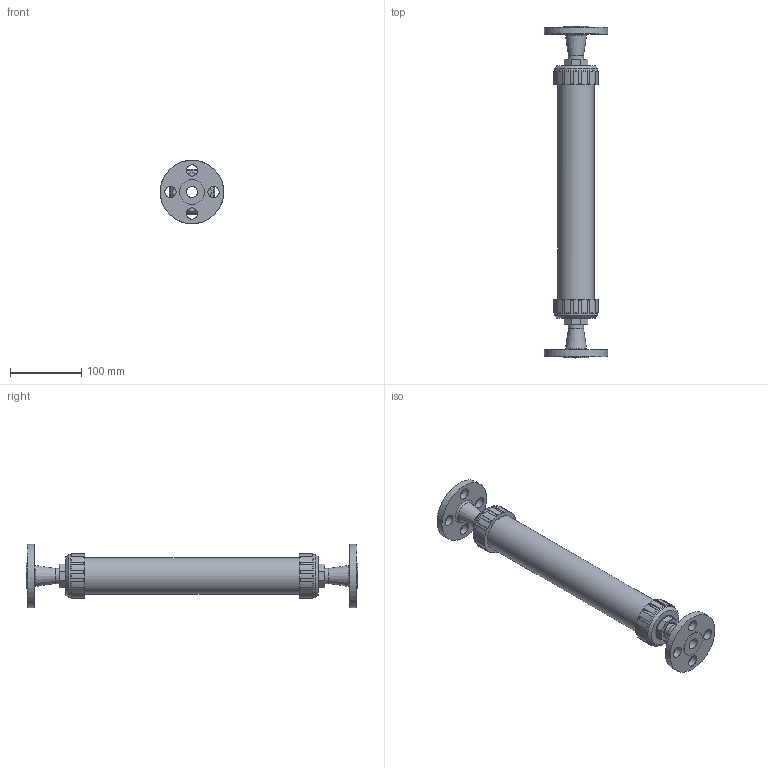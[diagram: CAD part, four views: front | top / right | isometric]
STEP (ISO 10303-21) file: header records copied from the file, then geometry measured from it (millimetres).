
FILE_DESCRIPTION((''),'2;1');
FILE_NAME('CVG-250-SS-50F_R0.iam.stp','2016-10-28T12:29:22',(''),(''),'Autodesk Inventor 2009','Autodesk Inventor 2009','');
FILE_SCHEMA(('AUTOMOTIVE_DESIGN { 1 0 10303 214 1 1 1 1 }'));
Length unit declared in the file: inch
Products named in the file (6): CVG-250-SS-50F_R0; CVG-3-250-METAL-S-50_R1; CVG-6-250_R0; CVG-1-250-A_R0; CVG-2-250_R5; FLG-RF50-WN-CL150
Assembly tree (8 placements, depth 2):
  CVG-250-SS-50F_R0
    CVG-3-250-METAL-S-50_R1  x2
    CVG-6-250_R0  x2
    CVG-1-250-A_R0
    CVG-2-250_R5
    FLG-RF50-WN-CL150  x2
Bounding box: 88.88 x 465.84 x 88.88 mm (x, y, z)
Volume: 460157.1 mm3; surface area: 266754.5 mm2
Topology: 8 solids, 8 shells, 340 faces, 817 edges, 515 vertices
Faces by surface type: bspline 130, plane 99, cone 56, cylinder 53, torus 2
Full cylindrical faces by diameter (mm): 15.748 x8, 15.799 x2, 17.831 x2, 21.336 x2, 22.352 x2, 28.956 x2, 34.061 x2, 35.052 x2, 35.992 x1, 36.322 x2, 40.005 x1, 40.411 x2, 41.529 x2, 43.815 x4, 44.45 x1, 47.244 x2, 50.8 x8, 63.5 x2, 88.9 x2
Entity records: 10384 total; most frequent: CARTESIAN_POINT 6642, ORIENTED_EDGE 718, DIRECTION 670, EDGE_CURVE 359, AXIS2_PLACEMENT_3D 278, EDGE_LOOP 267, VERTEX_POINT 264, FACE_OUTER_BOUND 177
